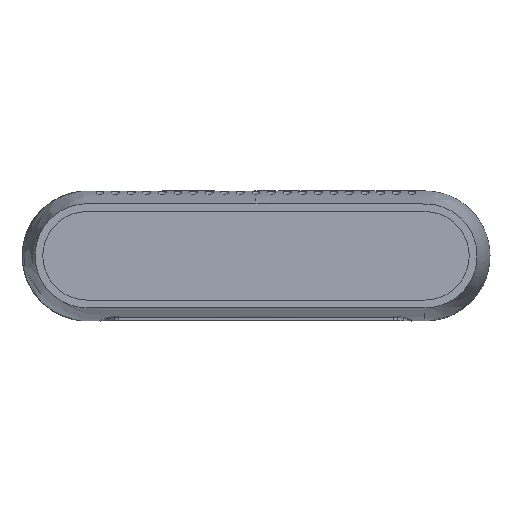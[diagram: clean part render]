
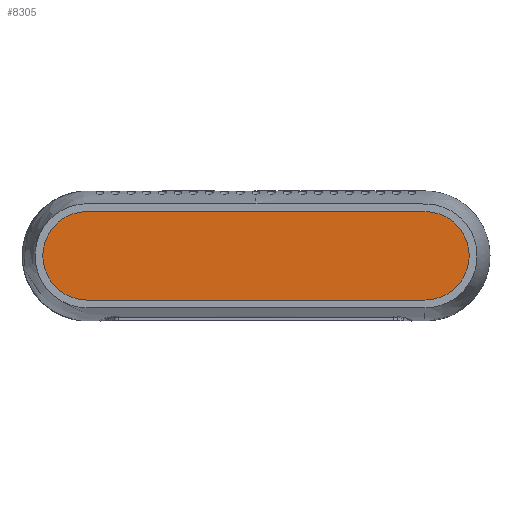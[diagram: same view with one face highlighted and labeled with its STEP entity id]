
A CAD part, top view. The second image highlights one B-rep face of the part: STEP entity #8305.
In plain terms, the highlighted planar face has unit normal (0, 0, 1).
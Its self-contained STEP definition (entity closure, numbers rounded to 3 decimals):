
#447=CIRCLE('',#9135,8.5);
#449=CIRCLE('',#9139,8.5);
#1134=FACE_OUTER_BOUND('',#1670,.T.);
#1670=EDGE_LOOP('',(#7219,#7220,#7221,#7222));
#2297=LINE('',#20794,#2926);
#2300=LINE('',#20803,#2929);
#2926=VECTOR('',#11370,65.);
#2929=VECTOR('',#11381,65.);
#3816=VERTEX_POINT('',#20784);
#3817=VERTEX_POINT('',#20786);
#3819=VERTEX_POINT('',#20792);
#3821=VERTEX_POINT('',#20798);
#4947=EDGE_CURVE('',#3817,#3816,#447,.T.);
#4951=EDGE_CURVE('',#3816,#3819,#2297,.T.);
#4954=EDGE_CURVE('',#3819,#3821,#449,.T.);
#4956=EDGE_CURVE('',#3821,#3817,#2300,.T.);
#7219=ORIENTED_EDGE('',*,*,#4947,.T.);
#7220=ORIENTED_EDGE('',*,*,#4951,.T.);
#7221=ORIENTED_EDGE('',*,*,#4954,.T.);
#7222=ORIENTED_EDGE('',*,*,#4956,.T.);
#7469=PLANE('',#9141);
#8305=ADVANCED_FACE('',(#1134),#7469,.T.);
#9135=AXIS2_PLACEMENT_3D('',#20787,#11363,#11364);
#9139=AXIS2_PLACEMENT_3D('',#20800,#11376,#11377);
#9141=AXIS2_PLACEMENT_3D('',#20804,#11382,#11383);
#11363=DIRECTION('center_axis',(0.,0.,1.));
#11364=DIRECTION('ref_axis',(1.,0.,0.));
#11370=DIRECTION('',(1.,0.,0.));
#11376=DIRECTION('center_axis',(0.,0.,1.));
#11377=DIRECTION('ref_axis',(1.,0.,0.));
#11381=DIRECTION('',(-1.,0.,0.));
#11382=DIRECTION('center_axis',(0.,0.,1.));
#11383=DIRECTION('ref_axis',(1.,0.,0.));
#20784=CARTESIAN_POINT('',(-32.5,-8.5,0.));
#20786=CARTESIAN_POINT('',(-32.5,8.5,0.));
#20787=CARTESIAN_POINT('Origin',(-32.5,0.,0.));
#20792=CARTESIAN_POINT('',(32.5,-8.5,0.));
#20794=CARTESIAN_POINT('',(-32.5,-8.5,0.));
#20798=CARTESIAN_POINT('',(32.5,8.5,0.));
#20800=CARTESIAN_POINT('Origin',(32.5,0.,0.));
#20803=CARTESIAN_POINT('',(32.5,8.5,0.));
#20804=CARTESIAN_POINT('Origin',(-32.5,0.,0.));
